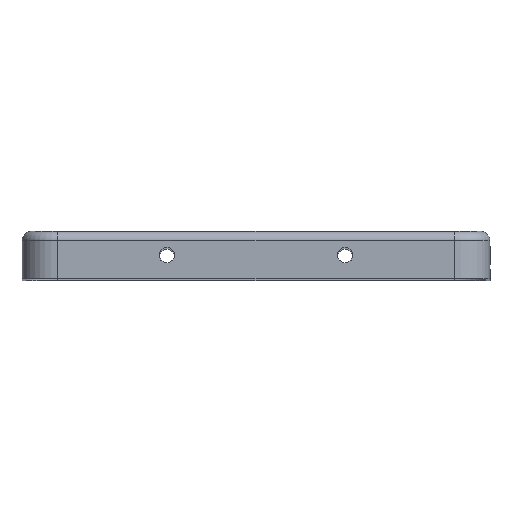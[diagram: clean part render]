
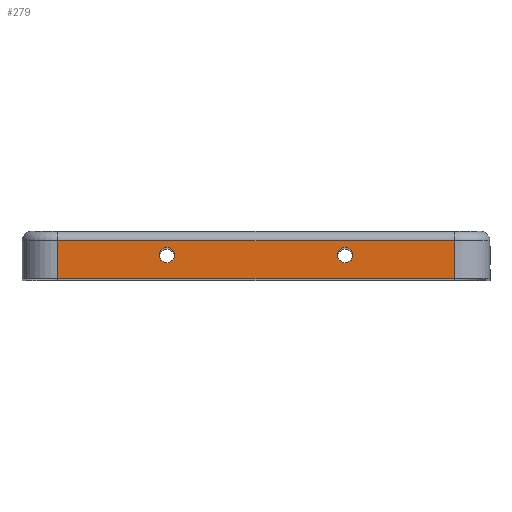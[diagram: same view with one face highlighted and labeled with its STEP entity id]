
A CAD part, top view. The second image highlights one B-rep face of the part: STEP entity #279.
In plain terms, the highlighted planar face has unit normal (0, 0, 1).
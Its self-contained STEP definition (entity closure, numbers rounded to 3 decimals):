
#55 = VERTEX_POINT ( 'NONE', #2668 ) ;
#68 = CARTESIAN_POINT ( 'NONE',  ( 7.5, -2., 45. ) ) ;
#120 = CARTESIAN_POINT ( 'NONE',  ( -6.85, -2., 45. ) ) ;
#121 = EDGE_LOOP ( 'NONE', ( #1977, #215 ) ) ;
#143 = DIRECTION ( 'NONE',  ( 1., 0., 0. ) ) ;
#215 = ORIENTED_EDGE ( 'NONE', *, *, #722, .F. ) ;
#231 = CARTESIAN_POINT ( 'NONE',  ( -16.7, -0.8, 45. ) ) ;
#275 = CARTESIAN_POINT ( 'NONE',  ( 7.5, -2., 45. ) ) ;
#279 = ADVANCED_FACE ( 'NONE', ( #2934, #2123, #3165 ), #621, .T. ) ;
#321 = EDGE_CURVE ( 'NONE', #1099, #3232, #2451, .T. ) ;
#381 = ORIENTED_EDGE ( 'NONE', *, *, #321, .F. ) ;
#399 = ORIENTED_EDGE ( 'NONE', *, *, #1345, .F. ) ;
#535 = CARTESIAN_POINT ( 'NONE',  ( -7.5, -2., 45. ) ) ;
#558 = DIRECTION ( 'NONE',  ( 0., 0., 1. ) ) ;
#577 = DIRECTION ( 'NONE',  ( 0., 0., 1. ) ) ;
#621 = PLANE ( 'NONE',  #2302 ) ;
#628 = AXIS2_PLACEMENT_3D ( 'NONE', #535, #2591, #2331 ) ;
#652 = ORIENTED_EDGE ( 'NONE', *, *, #2909, .T. ) ;
#694 = CIRCLE ( 'NONE', #3277, 0.65 ) ;
#722 = EDGE_CURVE ( 'NONE', #2388, #55, #1325, .T. ) ;
#867 = VECTOR ( 'NONE', #143, 1000. ) ;
#870 = VERTEX_POINT ( 'NONE', #1392 ) ;
#902 = VERTEX_POINT ( 'NONE', #120 ) ;
#919 = CIRCLE ( 'NONE', #3171, 0.65 ) ;
#937 = CARTESIAN_POINT ( 'NONE',  ( -8.15, -2., 45. ) ) ;
#949 = CARTESIAN_POINT ( 'NONE',  ( 16.7, -4., 45. ) ) ;
#1081 = EDGE_CURVE ( 'NONE', #870, #1801, #3265, .T. ) ;
#1099 = VERTEX_POINT ( 'NONE', #231 ) ;
#1197 = ORIENTED_EDGE ( 'NONE', *, *, #1081, .T. ) ;
#1206 = EDGE_CURVE ( 'NONE', #55, #2388, #919, .T. ) ;
#1325 = CIRCLE ( 'NONE', #2671, 0.65 ) ;
#1345 = EDGE_CURVE ( 'NONE', #2293, #902, #694, .T. ) ;
#1392 = CARTESIAN_POINT ( 'NONE',  ( -16.7, -4., 45. ) ) ;
#1446 = DIRECTION ( 'NONE',  ( 0., -1., 0. ) ) ;
#1481 = EDGE_CURVE ( 'NONE', #902, #2293, #2949, .T. ) ;
#1556 = CARTESIAN_POINT ( 'NONE',  ( -7.5, -2., 45. ) ) ;
#1770 = DIRECTION ( 'NONE',  ( 1., 0., 0. ) ) ;
#1801 = VERTEX_POINT ( 'NONE', #949 ) ;
#1810 = CARTESIAN_POINT ( 'NONE',  ( 16.7, -0.8, 45. ) ) ;
#1927 = DIRECTION ( 'NONE',  ( 0., 0., 1. ) ) ;
#1976 = EDGE_LOOP ( 'NONE', ( #3177, #399 ) ) ;
#1977 = ORIENTED_EDGE ( 'NONE', *, *, #1206, .F. ) ;
#2011 = CARTESIAN_POINT ( 'NONE',  ( -16.7, -4., 45. ) ) ;
#2100 = ORIENTED_EDGE ( 'NONE', *, *, #2830, .F. ) ;
#2123 = FACE_BOUND ( 'NONE', #121, .T. ) ;
#2162 = LINE ( 'NONE', #2177, #3064 ) ;
#2177 = CARTESIAN_POINT ( 'NONE',  ( -16.7, 0., 45. ) ) ;
#2198 = CARTESIAN_POINT ( 'NONE',  ( 6.85, -2., 45. ) ) ;
#2200 = DIRECTION ( 'NONE',  ( 0., -1., 0. ) ) ;
#2236 = EDGE_LOOP ( 'NONE', ( #1197, #2100, #381, #652 ) ) ;
#2293 = VERTEX_POINT ( 'NONE', #937 ) ;
#2302 = AXIS2_PLACEMENT_3D ( 'NONE', #2640, #1927, #2382 ) ;
#2331 = DIRECTION ( 'NONE',  ( 1., 0., 0. ) ) ;
#2369 = VECTOR ( 'NONE', #1770, 1000. ) ;
#2382 = DIRECTION ( 'NONE',  ( 0., -1., 0. ) ) ;
#2388 = VERTEX_POINT ( 'NONE', #2198 ) ;
#2451 = LINE ( 'NONE', #2667, #867 ) ;
#2591 = DIRECTION ( 'NONE',  ( 0., 0., 1. ) ) ;
#2640 = CARTESIAN_POINT ( 'NONE',  ( -16.7, 0., 45. ) ) ;
#2650 = DIRECTION ( 'NONE',  ( 1., 0., 0. ) ) ;
#2667 = CARTESIAN_POINT ( 'NONE',  ( -16.7, -0.8, 45. ) ) ;
#2668 = CARTESIAN_POINT ( 'NONE',  ( 8.15, -2., 45. ) ) ;
#2671 = AXIS2_PLACEMENT_3D ( 'NONE', #275, #558, #2650 ) ;
#2830 = EDGE_CURVE ( 'NONE', #3232, #1801, #2866, .T. ) ;
#2866 = LINE ( 'NONE', #2910, #2901 ) ;
#2876 = DIRECTION ( 'NONE',  ( 1., 0., 0. ) ) ;
#2885 = DIRECTION ( 'NONE',  ( 1., 0., 0. ) ) ;
#2901 = VECTOR ( 'NONE', #2200, 1000. ) ;
#2909 = EDGE_CURVE ( 'NONE', #1099, #870, #2162, .T. ) ;
#2910 = CARTESIAN_POINT ( 'NONE',  ( 16.7, 0., 45. ) ) ;
#2934 = FACE_BOUND ( 'NONE', #1976, .T. ) ;
#2949 = CIRCLE ( 'NONE', #628, 0.65 ) ;
#3064 = VECTOR ( 'NONE', #1446, 1000. ) ;
#3105 = DIRECTION ( 'NONE',  ( 0., 0., 1. ) ) ;
#3165 = FACE_OUTER_BOUND ( 'NONE', #2236, .T. ) ;
#3171 = AXIS2_PLACEMENT_3D ( 'NONE', #68, #3105, #2876 ) ;
#3177 = ORIENTED_EDGE ( 'NONE', *, *, #1481, .F. ) ;
#3232 = VERTEX_POINT ( 'NONE', #1810 ) ;
#3265 = LINE ( 'NONE', #2011, #2369 ) ;
#3277 = AXIS2_PLACEMENT_3D ( 'NONE', #1556, #577, #2885 ) ;
